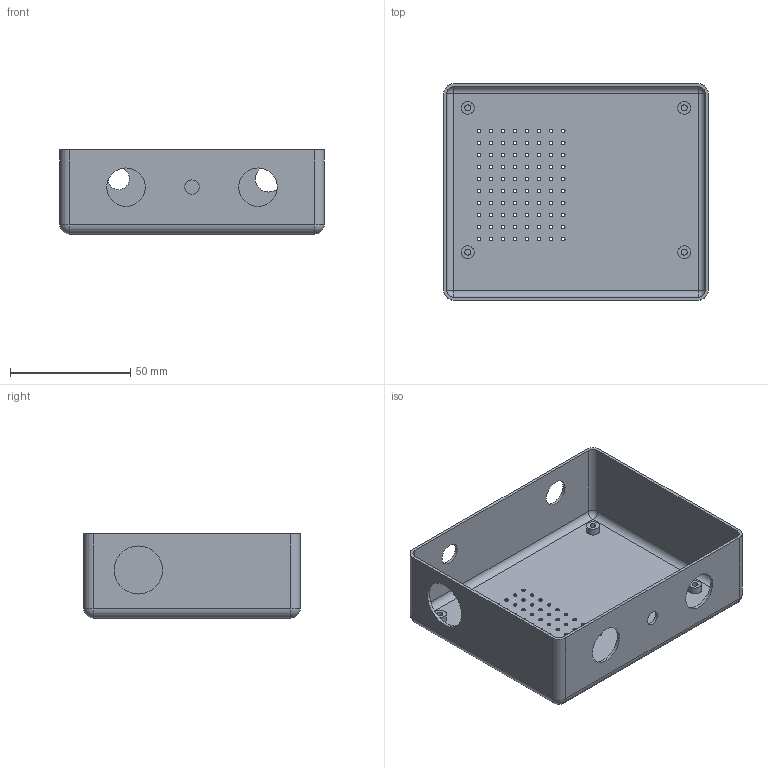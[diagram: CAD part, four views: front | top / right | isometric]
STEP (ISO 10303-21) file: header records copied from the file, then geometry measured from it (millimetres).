
FILE_DESCRIPTION(/* description */ ('STEP AP242','CAx-IF Rec.Pracs.---Representation and Presentation of Product Manufacturing Information (PMI)---4.0---2014-10-13','CAx-IF Rec.Pracs.---3D Tessellated Geometry---0.4---2014-09-14','2;1'),/* implementation_level */ '2;1');
FILE_NAME(/* name */ '65789179afa3df3de57fdb89',/* time_stamp */ '2023-12-12T16:59:38Z',/* author */ (''),/* organization */ (''),/* preprocessor_version */ 'ST-DEVELOPER v19.4',/* originating_system */ ' ',/* authorisation */ ' ');
FILE_SCHEMA (('AP242_MANAGED_MODEL_BASED_3D_ENGINEERING_MIM_LF { 1 0 10303 442 1 1 4 }'));
Length unit declared in the file: metre
Products named in the file (1): Base of box
Bounding box: 110 x 90 x 35 mm (x, y, z)
Volume: 25817.9 mm3; surface area: 44242.5 mm2
Topology: 1 solids, 1 shells, 217 faces, 526 edges, 312 vertices
Faces by surface type: cylinder 110, torus 80, plane 19, sphere 8
Full cylindrical faces by diameter (mm): 1.5 x80, 2.5 x4, 5.329 x4, 6 x1, 9 x1, 11 x1, 16 x2, 20 x1
Entity records: 5772 total; most frequent: DIRECTION 1076, CARTESIAN_POINT 866, ORIENTED_EDGE 680, EDGE_LOOP 572, FACE_BOUND 572, AXIS2_PLACEMENT_3D 518, EDGE_CURVE 340, VERTEX_POINT 308
